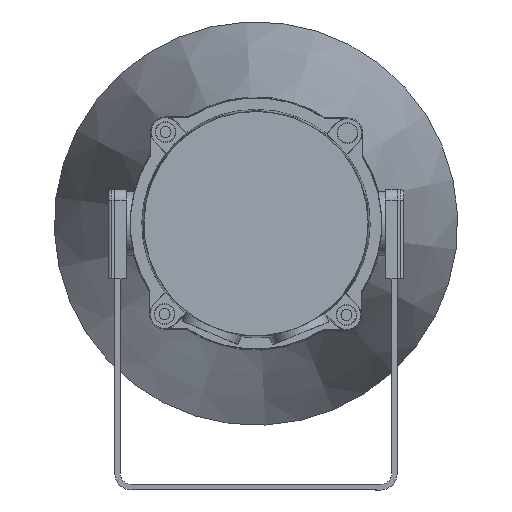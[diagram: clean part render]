
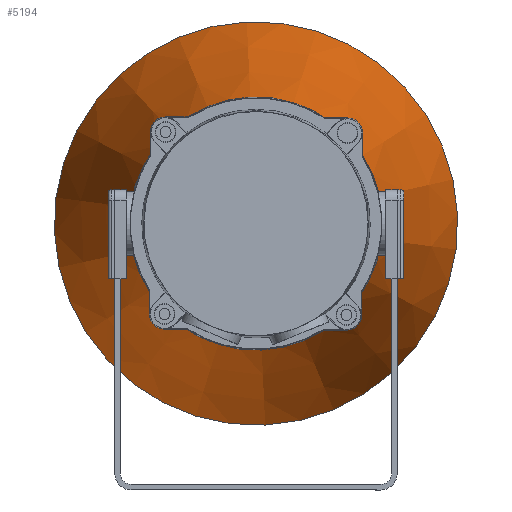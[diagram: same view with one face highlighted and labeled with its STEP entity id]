
A CAD part, left-side view. The second image highlights one B-rep face of the part: STEP entity #5194.
In plain terms, the highlighted conical face has half-angle 15.149 degrees and reference radius 109.781 mm.
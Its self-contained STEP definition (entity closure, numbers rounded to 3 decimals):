
#8 = EDGE_LOOP ( 'NONE', ( #1426 ) ) ;
#40 = FACE_BOUND ( 'NONE', #4495, .T. ) ;
#846 = CARTESIAN_POINT ( 'NONE',  ( -26., 0., -68.916 ) ) ;
#1231 = DIRECTION ( 'NONE',  ( -1., 0., 0. ) ) ;
#1278 = CARTESIAN_POINT ( 'NONE',  ( -176.941, 0., 0. ) ) ;
#1426 = ORIENTED_EDGE ( 'NONE', *, *, #5249, .T. ) ;
#1973 = VERTEX_POINT ( 'NONE', #846 ) ;
#2035 = VERTEX_POINT ( 'NONE', #3719 ) ;
#2042 = DIRECTION ( 'NONE',  ( 0., 0., 1. ) ) ;
#2277 = CONICAL_SURFACE ( 'NONE', #3157, 109.781, 0.264 ) ;
#2449 = CARTESIAN_POINT ( 'NONE',  ( -26., 0., 0. ) ) ;
#2505 = CARTESIAN_POINT ( 'NONE',  ( -176.941, 0., 0. ) ) ;
#3157 = AXIS2_PLACEMENT_3D ( 'NONE', #1278, #1231, #2042 ) ;
#3177 = DIRECTION ( 'NONE',  ( 0., 0., -1. ) ) ;
#3533 = EDGE_CURVE ( 'NONE', #1973, #1973, #4542, .T. ) ;
#3596 = AXIS2_PLACEMENT_3D ( 'NONE', #2505, #4180, #3700 ) ;
#3700 = DIRECTION ( 'NONE',  ( 0., 0., -1. ) ) ;
#3719 = CARTESIAN_POINT ( 'NONE',  ( -176.941, 0., -109.781 ) ) ;
#4026 = CIRCLE ( 'NONE', #3596, 109.781 ) ;
#4124 = DIRECTION ( 'NONE',  ( 1., 0., 0. ) ) ;
#4180 = DIRECTION ( 'NONE',  ( 1., 0., 0. ) ) ;
#4337 = ORIENTED_EDGE ( 'NONE', *, *, #3533, .F. ) ;
#4495 = EDGE_LOOP ( 'NONE', ( #4337 ) ) ;
#4540 = FACE_OUTER_BOUND ( 'NONE', #8, .T. ) ;
#4542 = CIRCLE ( 'NONE', #4707, 68.916 ) ;
#4707 = AXIS2_PLACEMENT_3D ( 'NONE', #2449, #4124, #3177 ) ;
#5194 = ADVANCED_FACE ( 'NONE', ( #40, #4540 ), #2277, .T. ) ;
#5249 = EDGE_CURVE ( 'NONE', #2035, #2035, #4026, .T. ) ;
